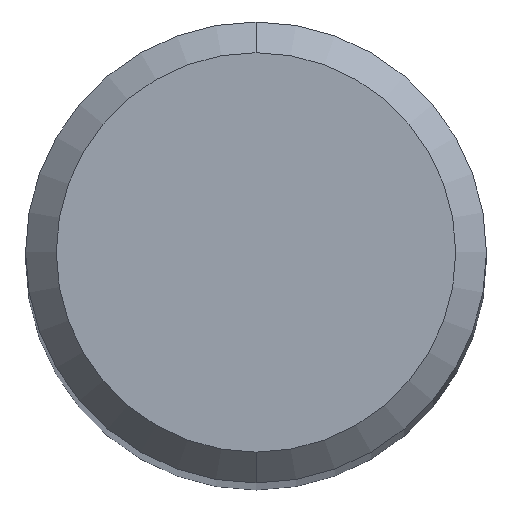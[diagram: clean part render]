
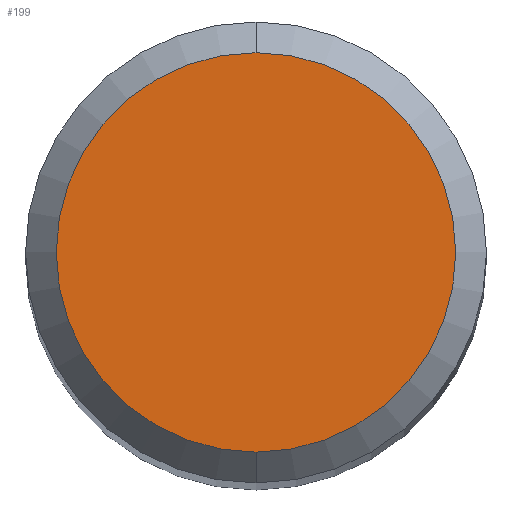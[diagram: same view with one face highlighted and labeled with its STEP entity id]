
A CAD part, top view. The second image highlights one B-rep face of the part: STEP entity #199.
In plain terms, the highlighted planar face has unit normal (0, 0, 1).
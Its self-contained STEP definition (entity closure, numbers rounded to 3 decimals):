
#137=VERTEX_POINT('',#287);
#159=EDGE_CURVE('',#137,#195,#311,.T.);
#171=EDGE_CURVE('',#195,#137,#324,.T.);
#195=VERTEX_POINT('',#350);
#199=ADVANCED_FACE('',(#355),#356,.T.);
#287=CARTESIAN_POINT('',(0.,-2.6,0.0));
#311=CIRCLE('',#482,2.6);
#324=CIRCLE('',#499,2.6);
#350=CARTESIAN_POINT('',(0.0,2.6,0.0));
#355=FACE_OUTER_BOUND('',#537,.T.);
#356=PLANE('',#538);
#482=AXIS2_PLACEMENT_3D('',#660,#661,#662);
#499=AXIS2_PLACEMENT_3D('',#678,#679,#680);
#537=EDGE_LOOP('',(#712,#713));
#538=AXIS2_PLACEMENT_3D('',#714,#715,#716);
#660=CARTESIAN_POINT('',(0.0,0.0,0.0));
#661=DIRECTION('',(0.0,0.0,-1.0));
#662=DIRECTION('',(0.0,1.0,0.0));
#678=CARTESIAN_POINT('',(0.0,0.0,0.0));
#679=DIRECTION('',(0.0,0.0,-1.0));
#680=DIRECTION('',(0.0,1.0,0.0));
#712=ORIENTED_EDGE('',*,*,#171,.F.);
#713=ORIENTED_EDGE('',*,*,#159,.F.);
#714=CARTESIAN_POINT('',(0.0,1.3,0.0));
#715=DIRECTION('',(-0.0,0.0,1.0));
#716=DIRECTION('',(0.0,-1.0,0.0));
